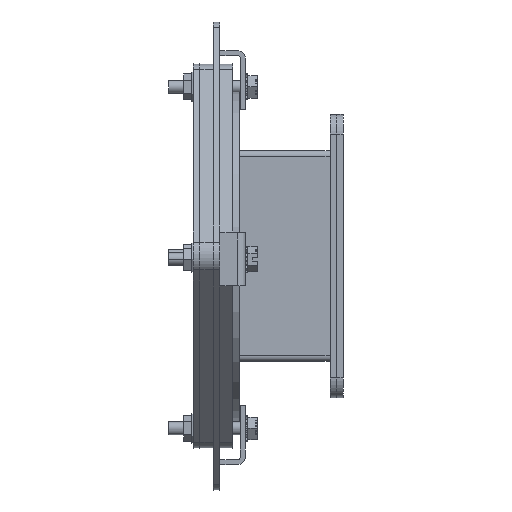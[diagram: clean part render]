
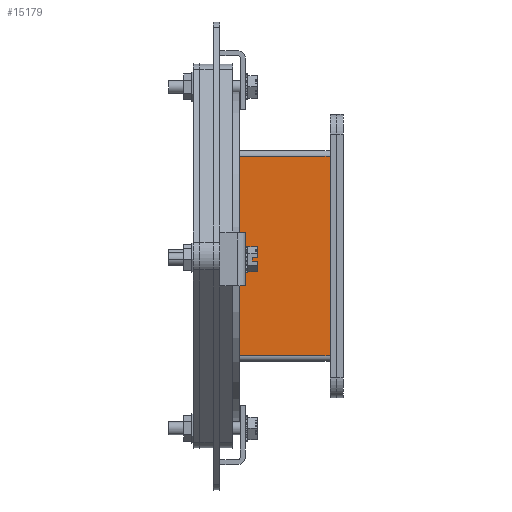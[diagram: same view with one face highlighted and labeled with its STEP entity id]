
A CAD part, left-side view. The second image highlights one B-rep face of the part: STEP entity #15179.
In plain terms, the highlighted planar face has unit normal (-1, 0, 0).
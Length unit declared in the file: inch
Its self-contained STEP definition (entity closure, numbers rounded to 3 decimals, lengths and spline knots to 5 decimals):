
#302 = CARTESIAN_POINT ( 'NONE',  ( -3.9555, 1.718, -0.0415 ) ) ;
#1365 = LINE ( 'NONE', #302, #7760 ) ;
#1685 = VECTOR ( 'NONE', #17372, 39.37008 ) ;
#1692 = EDGE_LOOP ( 'NONE', ( #12077, #13085, #11811, #15829 ) ) ;
#2148 = LINE ( 'NONE', #16985, #6541 ) ;
#2564 = DIRECTION ( 'NONE',  ( 0., 0., 1. ) ) ;
#2734 = CARTESIAN_POINT ( 'NONE',  ( -3.9555, 0., -3.9335 ) ) ;
#2888 = VERTEX_POINT ( 'NONE', #2734 ) ;
#3065 = EDGE_CURVE ( 'NONE', #2888, #16898, #2148, .T. ) ;
#5283 = CARTESIAN_POINT ( 'NONE',  ( -3.9555, 1.718, -0.1495 ) ) ;
#5508 = FACE_OUTER_BOUND ( 'NONE', #1692, .T. ) ;
#5610 = CARTESIAN_POINT ( 'NONE',  ( -3.9555, 1.718, -4.0415 ) ) ;
#5698 = DIRECTION ( 'NONE',  ( 1., 0., 0. ) ) ;
#6502 = DIRECTION ( 'NONE',  ( 0., -1., 0. ) ) ;
#6541 = VECTOR ( 'NONE', #10994, 39.37008 ) ;
#7760 = VECTOR ( 'NONE', #14947, 39.37008 ) ;
#8910 = EDGE_CURVE ( 'NONE', #2888, #14858, #10283, .T. ) ;
#9326 = AXIS2_PLACEMENT_3D ( 'NONE', #5610, #5698, #2564 ) ;
#10283 = LINE ( 'NONE', #14719, #1685 ) ;
#10835 = CARTESIAN_POINT ( 'NONE',  ( -3.9555, 1.718, -0.1495 ) ) ;
#10994 = DIRECTION ( 'NONE',  ( 0., 1., 0. ) ) ;
#11811 = ORIENTED_EDGE ( 'NONE', *, *, #3065, .F. ) ;
#11895 = VECTOR ( 'NONE', #6502, 39.37008 ) ;
#12077 = ORIENTED_EDGE ( 'NONE', *, *, #17719, .F. ) ;
#12930 = CARTESIAN_POINT ( 'NONE',  ( -3.9555, 1.718, -3.9335 ) ) ;
#13085 = ORIENTED_EDGE ( 'NONE', *, *, #15268, .F. ) ;
#14719 = CARTESIAN_POINT ( 'NONE',  ( -3.9555, 0., -4.0415 ) ) ;
#14858 = VERTEX_POINT ( 'NONE', #16535 ) ;
#14947 = DIRECTION ( 'NONE',  ( 0., 0., 1. ) ) ;
#15179 = ADVANCED_FACE ( 'NONE', ( #5508 ), #16034, .F. ) ;
#15268 = EDGE_CURVE ( 'NONE', #16898, #16779, #1365, .T. ) ;
#15373 = LINE ( 'NONE', #10835, #11895 ) ;
#15829 = ORIENTED_EDGE ( 'NONE', *, *, #8910, .T. ) ;
#16034 = PLANE ( 'NONE',  #9326 ) ;
#16535 = CARTESIAN_POINT ( 'NONE',  ( -3.9555, 0., -0.1495 ) ) ;
#16779 = VERTEX_POINT ( 'NONE', #5283 ) ;
#16898 = VERTEX_POINT ( 'NONE', #12930 ) ;
#16985 = CARTESIAN_POINT ( 'NONE',  ( -3.9555, 1.718, -3.9335 ) ) ;
#17372 = DIRECTION ( 'NONE',  ( 0., 0., 1. ) ) ;
#17719 = EDGE_CURVE ( 'NONE', #16779, #14858, #15373, .T. ) ;
